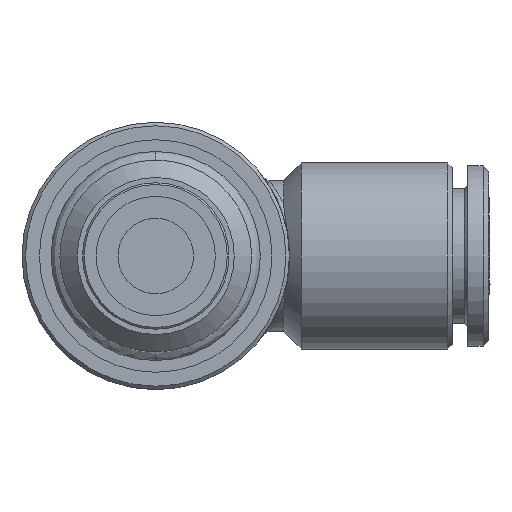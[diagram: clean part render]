
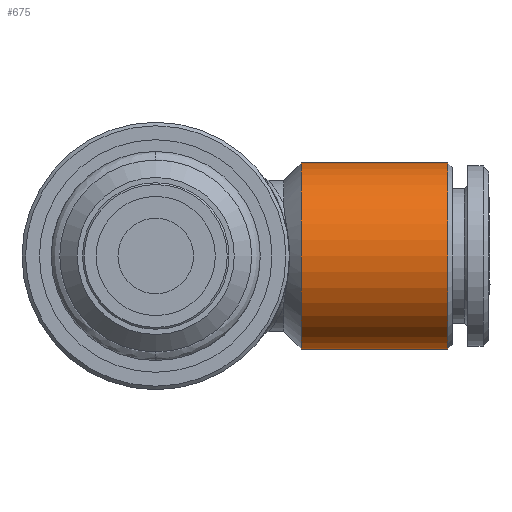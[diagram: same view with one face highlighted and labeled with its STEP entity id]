
A CAD part, front view. The second image highlights one B-rep face of the part: STEP entity #675.
In plain terms, the highlighted cylindrical face has radius 8 mm (diameter 16 mm), a full revolution.
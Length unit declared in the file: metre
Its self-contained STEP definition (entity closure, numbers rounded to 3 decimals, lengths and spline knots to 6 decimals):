
#675 = ADVANCED_FACE( 'NONE', ( #1388, #1389 ), #1390, .T. );
#1388 = FACE_OUTER_BOUND( '', #3907, .T. );
#1389 = FACE_OUTER_BOUND( '', #3908, .T. );
#1390 = CYLINDRICAL_SURFACE( '', #3909, 0.008 );
#3907 = EDGE_LOOP( '', ( #5493 ) );
#3908 = EDGE_LOOP( '', ( #5494 ) );
#3909 = AXIS2_PLACEMENT_3D( '', #5495, #5496, #5497 );
#5493 = ORIENTED_EDGE( '', *, *, #6129, .T. );
#5494 = ORIENTED_EDGE( '', *, *, #6138, .F. );
#5495 = CARTESIAN_POINT( '', ( -0.005577, 0.0203, 0. ) );
#5496 = DIRECTION( '', ( -1., 0., 0. ) );
#5497 = DIRECTION( '', ( 0., 0., 1. ) );
#6129 = EDGE_CURVE( 'NONE', #7070, #7070, #7071, .T. );
#6138 = EDGE_CURVE( 'NONE', #7081, #7081, #7082, .T. );
#7070 = VERTEX_POINT( '', #10101 );
#7071 = CIRCLE( '', #10102, 0.008 );
#7081 = VERTEX_POINT( '', #10114 );
#7082 = CIRCLE( '', #10115, 0.008 );
#10101 = CARTESIAN_POINT( '', ( 0.0251, 0.0203, 0.008 ) );
#10102 = AXIS2_PLACEMENT_3D( '', #10590, #10591, #10592 );
#10114 = CARTESIAN_POINT( '', ( 0.0125, 0.0203, -0.008 ) );
#10115 = AXIS2_PLACEMENT_3D( '', #10598, #10599, #10600 );
#10590 = CARTESIAN_POINT( '', ( 0.0251, 0.0203, 0. ) );
#10591 = DIRECTION( '', ( -1., 0., 0. ) );
#10592 = DIRECTION( '', ( 0., 0., 1. ) );
#10598 = CARTESIAN_POINT( '', ( 0.0125, 0.0203, 0. ) );
#10599 = DIRECTION( '', ( -1., 0., 0. ) );
#10600 = DIRECTION( '', ( 0., 0., -1. ) );
